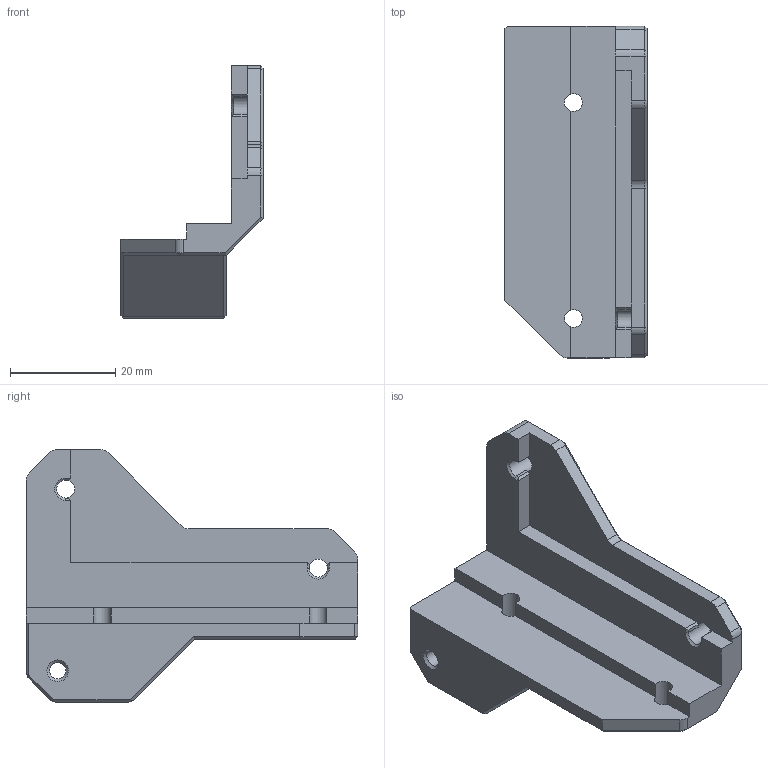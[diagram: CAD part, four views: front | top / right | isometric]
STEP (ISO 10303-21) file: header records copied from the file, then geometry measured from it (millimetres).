
FILE_DESCRIPTION(/* description */ (''),/* implementation_level */ '2;1');
FILE_NAME(/* name */ 'Hinge_panel_right.step',/* time_stamp */ '2021-09-12T16:33:57+02:00',/* author */ (''),/* organization */ (''),/* preprocessor_version */ 'ST-DEVELOPER v18.1',/* originating_system */ 'Autodesk Translation Framework v10.9.0.1377',/* authorisation */ '');
FILE_SCHEMA (('AUTOMOTIVE_DESIGN { 1 0 10303 214 3 1 1 }'));
Length unit declared in the file: millimetre
Products named in the file (1): Hinge_panel_right
Bounding box: 27 x 63 x 48 mm (x, y, z)
Volume: 16410.2 mm3; surface area: 8030.9 mm2
Topology: 1 solids, 1 shells, 124 faces, 306 edges, 180 vertices
Faces by surface type: plane 91, cone 18, cylinder 15
Full cylindrical faces by diameter (mm): 3.1 x2, 3.4 x4
Entity records: 3613 total; most frequent: ORIENTED_EDGE 612, DIRECTION 611, CARTESIAN_POINT 611, EDGE_CURVE 306, LINE 251, VECTOR 251, VERTEX_POINT 180, AXIS2_PLACEMENT_3D 180
